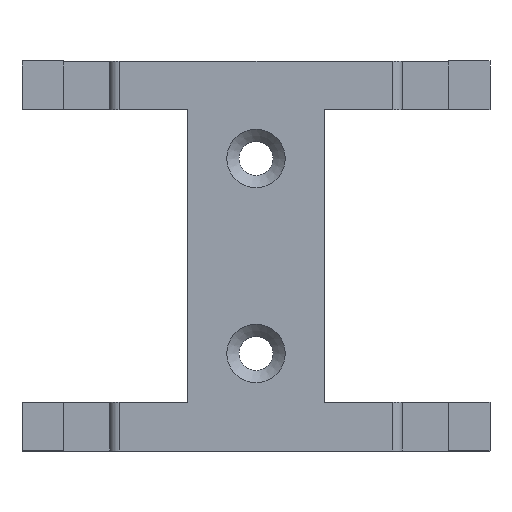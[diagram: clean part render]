
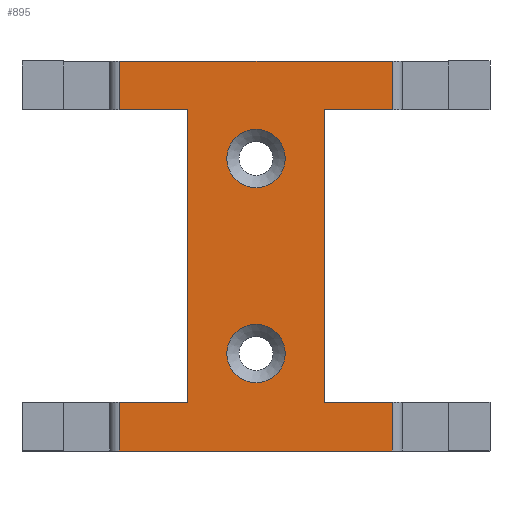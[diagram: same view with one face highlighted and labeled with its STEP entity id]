
A CAD part, top view. The second image highlights one B-rep face of the part: STEP entity #895.
In plain terms, the highlighted planar face has unit normal (0, 0, 1).
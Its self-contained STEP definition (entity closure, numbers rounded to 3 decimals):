
#19=FACE_BOUND('',#170,.T.);
#20=FACE_BOUND('',#171,.T.);
#76=PLANE('',#965);
#123=FACE_OUTER_BOUND('',#169,.T.);
#169=EDGE_LOOP('',(#771,#772,#773,#774,#775,#776,#777,#778,#779,#780,#781,
#782));
#170=EDGE_LOOP('',(#783));
#171=EDGE_LOOP('',(#784));
#194=LINE('',#1209,#286);
#196=LINE('',#1215,#288);
#205=LINE('',#1249,#297);
#206=LINE('',#1252,#298);
#225=LINE('',#1333,#317);
#230=LINE('',#1358,#322);
#232=LINE('',#1361,#324);
#239=LINE('',#1492,#331);
#252=LINE('',#1553,#344);
#262=LINE('',#1581,#354);
#264=LINE('',#1585,#356);
#265=LINE('',#1586,#357);
#286=VECTOR('',#1010,10.);
#288=VECTOR('',#1014,10.);
#297=VECTOR('',#1027,10.);
#298=VECTOR('',#1030,10.);
#317=VECTOR('',#1063,10.);
#322=VECTOR('',#1072,10.);
#324=VECTOR('',#1076,10.);
#331=VECTOR('',#1097,10.);
#344=VECTOR('',#1116,10.);
#354=VECTOR('',#1138,10.);
#356=VECTOR('',#1142,10.);
#357=VECTOR('',#1143,10.);
#371=CIRCLE('',#925,3.);
#374=CIRCLE('',#930,3.);
#385=VERTEX_POINT('',#1182);
#388=VERTEX_POINT('',#1192);
#392=VERTEX_POINT('',#1203);
#394=VERTEX_POINT('',#1207);
#395=VERTEX_POINT('',#1211);
#397=VERTEX_POINT('',#1214);
#407=VERTEX_POINT('',#1247);
#408=VERTEX_POINT('',#1251);
#428=VERTEX_POINT('',#1330);
#429=VERTEX_POINT('',#1332);
#435=VERTEX_POINT('',#1491);
#452=VERTEX_POINT('',#1551);
#460=VERTEX_POINT('',#1579);
#461=VERTEX_POINT('',#1584);
#471=EDGE_CURVE('',#385,#385,#371,.T.);
#476=EDGE_CURVE('',#388,#388,#374,.T.);
#484=EDGE_CURVE('',#394,#392,#194,.T.);
#486=EDGE_CURVE('',#397,#395,#196,.T.);
#498=EDGE_CURVE('',#394,#407,#205,.T.);
#499=EDGE_CURVE('',#408,#397,#206,.T.);
#525=EDGE_CURVE('',#429,#428,#225,.T.);
#533=EDGE_CURVE('',#408,#428,#230,.T.);
#535=EDGE_CURVE('',#429,#407,#232,.T.);
#545=EDGE_CURVE('',#435,#392,#239,.T.);
#564=EDGE_CURVE('',#395,#452,#252,.T.);
#576=EDGE_CURVE('',#460,#452,#262,.T.);
#578=EDGE_CURVE('',#460,#461,#264,.T.);
#579=EDGE_CURVE('',#435,#461,#265,.T.);
#771=ORIENTED_EDGE('',*,*,#576,.F.);
#772=ORIENTED_EDGE('',*,*,#578,.T.);
#773=ORIENTED_EDGE('',*,*,#579,.F.);
#774=ORIENTED_EDGE('',*,*,#545,.T.);
#775=ORIENTED_EDGE('',*,*,#484,.F.);
#776=ORIENTED_EDGE('',*,*,#498,.T.);
#777=ORIENTED_EDGE('',*,*,#535,.F.);
#778=ORIENTED_EDGE('',*,*,#525,.T.);
#779=ORIENTED_EDGE('',*,*,#533,.F.);
#780=ORIENTED_EDGE('',*,*,#499,.T.);
#781=ORIENTED_EDGE('',*,*,#486,.T.);
#782=ORIENTED_EDGE('',*,*,#564,.T.);
#783=ORIENTED_EDGE('',*,*,#471,.T.);
#784=ORIENTED_EDGE('',*,*,#476,.T.);
#895=ADVANCED_FACE('',(#123,#19,#20),#76,.T.);
#925=AXIS2_PLACEMENT_3D('',#1183,#983,#984);
#930=AXIS2_PLACEMENT_3D('',#1193,#995,#996);
#965=AXIS2_PLACEMENT_3D('',#1583,#1140,#1141);
#983=DIRECTION('center_axis',(0.,0.,-1.));
#984=DIRECTION('ref_axis',(1.,0.,0.));
#995=DIRECTION('center_axis',(0.,0.,-1.));
#996=DIRECTION('ref_axis',(1.,0.,0.));
#1010=DIRECTION('',(0.,1.,0.));
#1014=DIRECTION('',(0.,1.,0.));
#1027=DIRECTION('',(-1.,0.,0.));
#1030=DIRECTION('',(-1.,0.,0.));
#1063=DIRECTION('',(1.,0.,0.));
#1072=DIRECTION('',(0.,-1.,0.));
#1076=DIRECTION('',(0.,1.,0.));
#1097=DIRECTION('',(1.,0.,0.));
#1116=DIRECTION('',(1.,0.,0.));
#1138=DIRECTION('',(0.,-1.,0.));
#1140=DIRECTION('center_axis',(0.,0.,1.));
#1141=DIRECTION('ref_axis',(1.,0.,0.));
#1142=DIRECTION('',(-1.,0.,0.));
#1143=DIRECTION('',(0.,1.,0.));
#1182=CARTESIAN_POINT('',(-3.,10.,5.));
#1183=CARTESIAN_POINT('Origin',(0.,10.,5.));
#1192=CARTESIAN_POINT('',(-3.,-10.,5.));
#1193=CARTESIAN_POINT('Origin',(0.,-10.,5.));
#1203=CARTESIAN_POINT('',(-7.,15.,5.));
#1207=CARTESIAN_POINT('',(-7.,-15.,5.));
#1209=CARTESIAN_POINT('',(-7.,-15.,5.));
#1211=CARTESIAN_POINT('',(7.,15.,5.));
#1214=CARTESIAN_POINT('',(7.,-15.,5.));
#1215=CARTESIAN_POINT('',(7.,-15.,5.));
#1247=CARTESIAN_POINT('',(-14.,-15.,5.));
#1249=CARTESIAN_POINT('',(-15.,-15.,5.));
#1251=CARTESIAN_POINT('',(14.,-15.,5.));
#1252=CARTESIAN_POINT('',(-15.,-15.,5.));
#1330=CARTESIAN_POINT('',(14.,-20.,5.));
#1332=CARTESIAN_POINT('',(-14.,-20.,5.));
#1333=CARTESIAN_POINT('',(15.,-20.,5.));
#1358=CARTESIAN_POINT('',(14.,-18.75,5.));
#1361=CARTESIAN_POINT('',(-14.,-16.25,5.));
#1491=CARTESIAN_POINT('',(-14.,15.,5.));
#1492=CARTESIAN_POINT('',(15.,15.,5.));
#1551=CARTESIAN_POINT('',(14.,15.,5.));
#1553=CARTESIAN_POINT('',(15.,15.,5.));
#1579=CARTESIAN_POINT('',(14.,20.,5.));
#1581=CARTESIAN_POINT('',(14.,16.25,5.));
#1583=CARTESIAN_POINT('Origin',(0.,17.5,5.));
#1584=CARTESIAN_POINT('',(-14.,20.,5.));
#1585=CARTESIAN_POINT('',(-15.,20.,5.));
#1586=CARTESIAN_POINT('',(-14.,18.75,5.));
